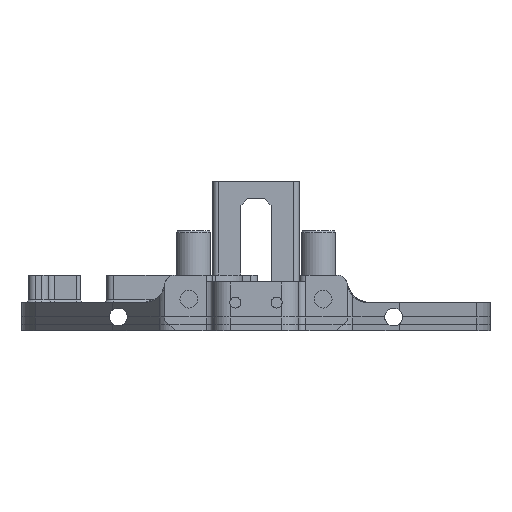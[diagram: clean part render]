
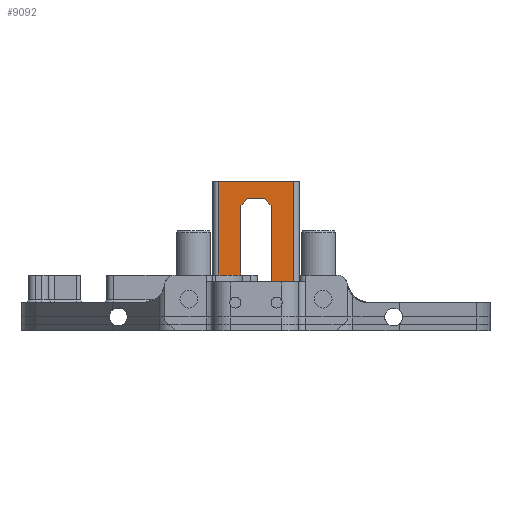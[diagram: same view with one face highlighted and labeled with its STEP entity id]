
A CAD part, front view. The second image highlights one B-rep face of the part: STEP entity #9092.
In plain terms, the highlighted planar face has unit normal (0, -1, 0).
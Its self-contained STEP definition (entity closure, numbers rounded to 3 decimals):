
#870=FACE_OUTER_BOUND('',#1386,.T.);
#1386=EDGE_LOOP('',(#6915,#6916,#6917,#6918,#6919,#6920,#6921,#6922,#6923,
#6924,#6925,#6926,#6927,#6928));
#1821=LINE('',#13126,#2773);
#1863=LINE('',#13232,#2815);
#2107=LINE('',#13878,#3059);
#2109=LINE('',#13884,#3061);
#2224=LINE('',#14269,#3176);
#2227=LINE('',#14274,#3179);
#2229=LINE('',#14278,#3181);
#2240=LINE('',#14301,#3192);
#2242=LINE('',#14304,#3194);
#2250=LINE('',#14317,#3202);
#2253=LINE('',#14323,#3205);
#2254=LINE('',#14325,#3206);
#2261=LINE('',#14338,#3213);
#2262=LINE('',#14339,#3214);
#2773=VECTOR('',#10391,10.);
#2815=VECTOR('',#10461,10.);
#3059=VECTOR('',#11059,10.);
#3061=VECTOR('',#11063,10.);
#3176=VECTOR('',#11366,10.);
#3179=VECTOR('',#11371,1000.);
#3181=VECTOR('',#11375,10.);
#3192=VECTOR('',#11392,10.);
#3194=VECTOR('',#11396,10.);
#3202=VECTOR('',#11408,10.);
#3205=VECTOR('',#11413,10.);
#3206=VECTOR('',#11416,10.);
#3213=VECTOR('',#11431,1000.);
#3214=VECTOR('',#11432,1000.);
#3735=VERTEX_POINT('',#13123);
#3736=VERTEX_POINT('',#13125);
#3785=VERTEX_POINT('',#13229);
#3786=VERTEX_POINT('',#13231);
#4005=VERTEX_POINT('',#13869);
#4009=VERTEX_POINT('',#13881);
#4010=VERTEX_POINT('',#13883);
#4135=VERTEX_POINT('',#14268);
#4136=VERTEX_POINT('',#14273);
#4137=VERTEX_POINT('',#14277);
#4145=VERTEX_POINT('',#14298);
#4146=VERTEX_POINT('',#14300);
#4149=VERTEX_POINT('',#14315);
#4151=VERTEX_POINT('',#14321);
#4624=EDGE_CURVE('',#3736,#3735,#1821,.T.);
#4678=EDGE_CURVE('',#3785,#3786,#1863,.T.);
#5001=EDGE_CURVE('',#4005,#3736,#2107,.T.);
#5003=EDGE_CURVE('',#4010,#4009,#2109,.T.);
#5176=EDGE_CURVE('',#4005,#4135,#2224,.T.);
#5179=EDGE_CURVE('',#4136,#4135,#2227,.T.);
#5181=EDGE_CURVE('',#4136,#4137,#2229,.T.);
#5192=EDGE_CURVE('',#4145,#4146,#2240,.T.);
#5194=EDGE_CURVE('',#4137,#4145,#2242,.T.);
#5202=EDGE_CURVE('',#4009,#4149,#2250,.T.);
#5205=EDGE_CURVE('',#4151,#4149,#2253,.T.);
#5206=EDGE_CURVE('',#4151,#4146,#2254,.T.);
#5213=EDGE_CURVE('',#3735,#3786,#2261,.T.);
#5214=EDGE_CURVE('',#4010,#3785,#2262,.T.);
#6915=ORIENTED_EDGE('',*,*,#5003,.T.);
#6916=ORIENTED_EDGE('',*,*,#5202,.T.);
#6917=ORIENTED_EDGE('',*,*,#5205,.F.);
#6918=ORIENTED_EDGE('',*,*,#5206,.T.);
#6919=ORIENTED_EDGE('',*,*,#5192,.F.);
#6920=ORIENTED_EDGE('',*,*,#5194,.F.);
#6921=ORIENTED_EDGE('',*,*,#5181,.F.);
#6922=ORIENTED_EDGE('',*,*,#5179,.T.);
#6923=ORIENTED_EDGE('',*,*,#5176,.F.);
#6924=ORIENTED_EDGE('',*,*,#5001,.T.);
#6925=ORIENTED_EDGE('',*,*,#4624,.T.);
#6926=ORIENTED_EDGE('',*,*,#5213,.T.);
#6927=ORIENTED_EDGE('',*,*,#4678,.F.);
#6928=ORIENTED_EDGE('',*,*,#5214,.F.);
#8746=PLANE('',#9757);
#9092=ADVANCED_FACE('',(#870),#8746,.F.);
#9757=AXIS2_PLACEMENT_3D('',#14337,#11429,#11430);
#10391=DIRECTION('',(1.,0.,0.));
#10461=DIRECTION('',(1.,0.,0.));
#11059=DIRECTION('',(0.,0.,-1.));
#11063=DIRECTION('',(1.,0.,0.));
#11366=DIRECTION('',(0.707,0.,-0.707));
#11371=DIRECTION('',(-1.,0.,0.));
#11375=DIRECTION('',(0.707,0.,0.707));
#11392=DIRECTION('',(-0.707,0.,0.707));
#11396=DIRECTION('',(0.,0.,1.));
#11408=DIRECTION('',(0.,0.,1.));
#11413=DIRECTION('',(-0.707,0.,-0.707));
#11416=DIRECTION('',(1.,0.,0.));
#11429=DIRECTION('center_axis',(0.,1.,0.));
#11430=DIRECTION('ref_axis',(1.,0.,0.));
#11431=DIRECTION('',(0.,0.,1.));
#11432=DIRECTION('',(0.,0.,1.));
#13123=CARTESIAN_POINT('',(15.545,124.,-17.25));
#13125=CARTESIAN_POINT('',(0.732,124.,-17.25));
#13126=CARTESIAN_POINT('',(-10.781,124.,-17.25));
#13229=CARTESIAN_POINT('',(-6.455,124.,18.));
#13231=CARTESIAN_POINT('',(15.545,124.,18.));
#13232=CARTESIAN_POINT('',(4.445,124.,18.));
#13869=CARTESIAN_POINT('',(0.732,124.,-12.837));
#13878=CARTESIAN_POINT('',(0.732,124.,0.375));
#13881=CARTESIAN_POINT('',(0.145,124.,-9.25));
#13883=CARTESIAN_POINT('',(-6.455,124.,-9.25));
#13884=CARTESIAN_POINT('',(-13.486,124.,-9.25));
#14268=CARTESIAN_POINT('',(2.145,124.,-14.25));
#14269=CARTESIAN_POINT('',(-8.942,124.,-3.162));
#14273=CARTESIAN_POINT('',(6.945,124.,-14.25));
#14274=CARTESIAN_POINT('',(-1.655,124.,-14.25));
#14277=CARTESIAN_POINT('',(8.945,124.,-12.25));
#14278=CARTESIAN_POINT('',(11.782,124.,-9.412));
#14298=CARTESIAN_POINT('',(8.945,124.,11.));
#14300=CARTESIAN_POINT('',(6.945,124.,13.));
#14301=CARTESIAN_POINT('',(2.47,124.,17.475));
#14304=CARTESIAN_POINT('',(8.945,124.,10.));
#14315=CARTESIAN_POINT('',(0.145,124.,11.));
#14317=CARTESIAN_POINT('',(0.145,124.,4.688));
#14321=CARTESIAN_POINT('',(2.145,124.,13.));
#14323=CARTESIAN_POINT('',(0.37,124.,11.225));
#14325=CARTESIAN_POINT('',(4.445,124.,13.));
#14337=CARTESIAN_POINT('Origin',(-7.955,124.,18.));
#14338=CARTESIAN_POINT('',(15.545,124.,18.));
#14339=CARTESIAN_POINT('',(-6.455,124.,18.));
